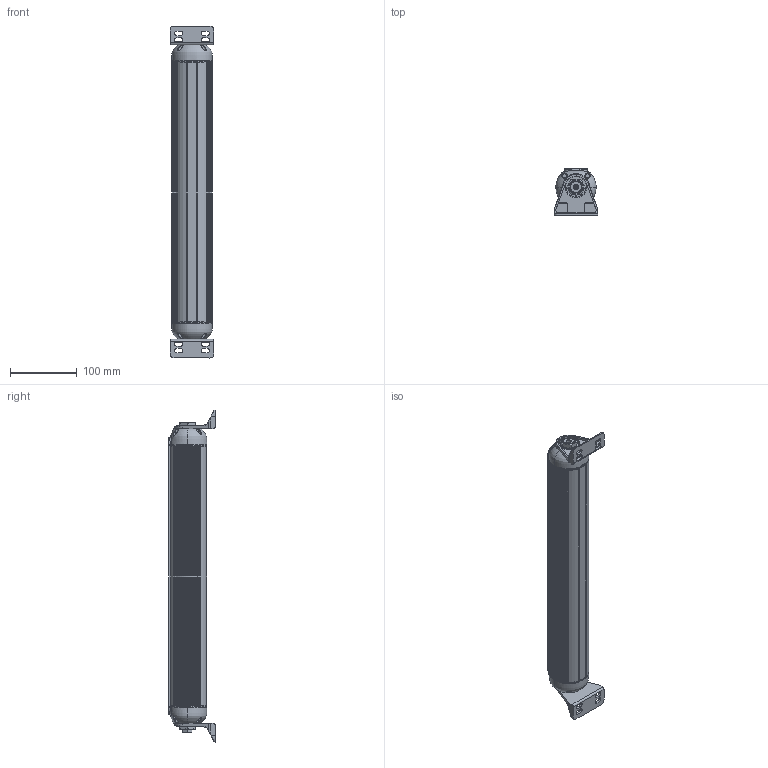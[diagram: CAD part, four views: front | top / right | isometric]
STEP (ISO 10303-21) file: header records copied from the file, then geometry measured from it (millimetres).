
FILE_DESCRIPTION((''),'2;1');
FILE_NAME('ASM0002_ASM','2022-08-30T',('Administrator'),(''),'CREO PARAMETRIC BY PTC INC, 2015200','CREO PARAMETRIC BY PTC INC, 2015200','');
FILE_SCHEMA(('CONFIG_CONTROL_DESIGN'));
Products named in the file (20): PRT0001; BREP_22__20_1_1_1; FSJQ__1_1_1_1_1; ZHIJIA23__57_1_1_1_1; M18_40_1_1_1_1; NEW-M9R_ASM_147_ASM_1_1_ASM_1_ASM; M9R_ASM_1_1_ASM_1_ASM; ASM0001_ASM_1_ASM; DTZP2_ASM; BREP_21__25_1_1_1_2; ZHIJIA23__57_1_1_1_2; M18_40_1_1_1_2; NUT_2_4__3_1_1_1_2; FSJS__1_1_1_1_2; FSJQ__1_1_1_1_2; NEW-M9R_ASM_147_ASM_1_ASM_1_1_ASM; M9R_ASM_1_ASM_1_1_ASM; M9R-600_ASM_1_1_ASM; ASM0003_ASM; ASM0002_ASM
Assembly tree (19 placements, depth 6):
  ASM0002_ASM
    PRT0001
    DTZP2_ASM
      ASM0001_ASM_1_ASM
        M9R_ASM_1_1_ASM_1_ASM
          NEW-M9R_ASM_147_ASM_1_1_ASM_1_ASM
            BREP_22__20_1_1_1
            FSJQ__1_1_1_1_1
            ZHIJIA23__57_1_1_1_1
            M18_40_1_1_1_1
    ASM0003_ASM
      M9R-600_ASM_1_1_ASM
        M9R_ASM_1_ASM_1_1_ASM
          NEW-M9R_ASM_147_ASM_1_ASM_1_1_ASM
            BREP_21__25_1_1_1_2
            ZHIJIA23__57_1_1_1_2
            M18_40_1_1_1_2
            NUT_2_4__3_1_1_1_2
            FSJS__1_1_1_1_2
            FSJQ__1_1_1_1_2
Bounding box: 65.66 x 70 x 497 mm (x, y, z)
Volume: 1187816.2 mm3; surface area: 158997.7 mm2
Topology: 11 solids, 11 shells, 1027 faces, 2895 edges, 1914 vertices
Faces by surface type: plane 369, cylinder 361, cone 139, bspline 75, extrusion 37, torus 34, revolution 12
Entity records: 56874 total; most frequent: CARTESIAN_POINT 30359, ORIENTED_EDGE 5758, DIRECTION 5203, EDGE_CURVE 2879, AXIS2_PLACEMENT_3D 1942, VERTEX_POINT 1914, VECTOR 1307, LINE 1270
